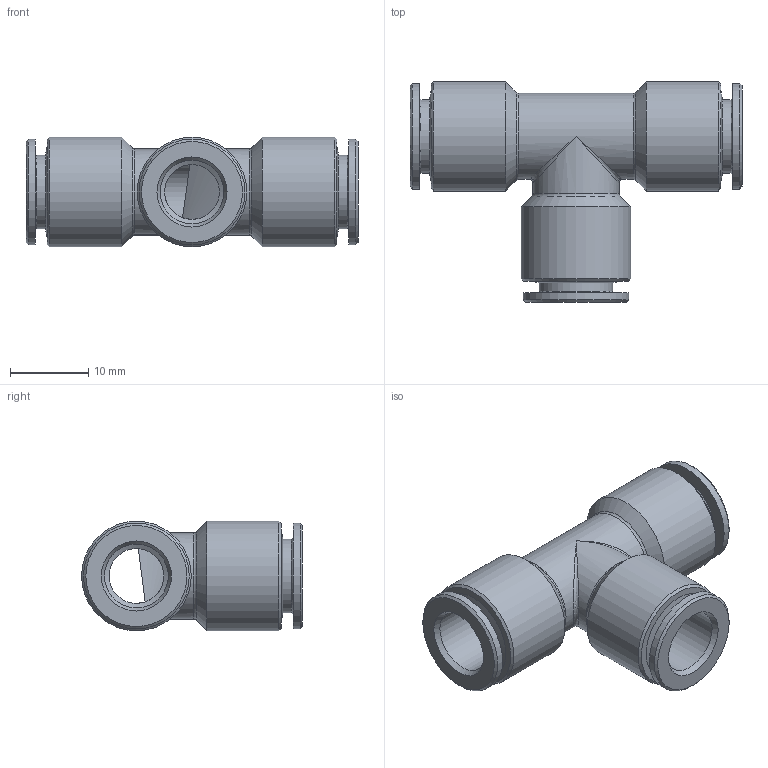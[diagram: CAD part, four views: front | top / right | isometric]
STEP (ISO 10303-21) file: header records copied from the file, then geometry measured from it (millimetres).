
FILE_DESCRIPTION(/* description */ ('STEP AP214'),/* implementation_level */ '2;1');
FILE_NAME(/* name */ 'A0190040',/* time_stamp */ '2023-04-20T13:49:37+02:00',/* author */ ('License CC BY-ND 4.0'),/* organization */ ('CADENAS'),/* preprocessor_version */ 'ST-DEVELOPER v19.3',/* originating_system */ 'PARTsolutions',/* authorisation */ ' ');
FILE_SCHEMA (('AUTOMOTIVE_DESIGN {1 0 10303 214 3 1 1}'));
Length unit declared in the file: millimetre
Products named in the file (1): A0190040
Bounding box: 42.4 x 28.2 x 14 mm (x, y, z)
Volume: 4450.8 mm3; surface area: 4475.6 mm2
Topology: 1 solids, 1 shells, 51 faces, 115 edges, 67 vertices
Faces by surface type: cone 21, cylinder 16, plane 9, torus 3, bspline 2
Full cylindrical faces by diameter (mm): 7 x2, 8.15 x3, 9.4 x3, 11 x2, 13.5 x3, 14 x3
Entity records: 1424 total; most frequent: CARTESIAN_POINT 508, DIRECTION 200, ORIENTED_EDGE 112, EDGE_LOOP 102, FACE_BOUND 102, AXIS2_PLACEMENT_3D 100, EDGE_CURVE 56, VERTEX_POINT 54
